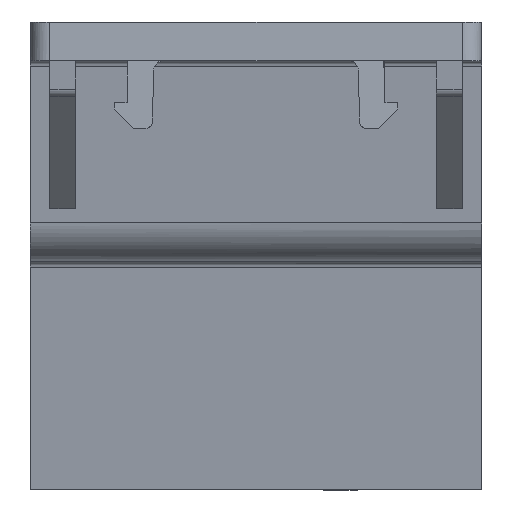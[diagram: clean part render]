
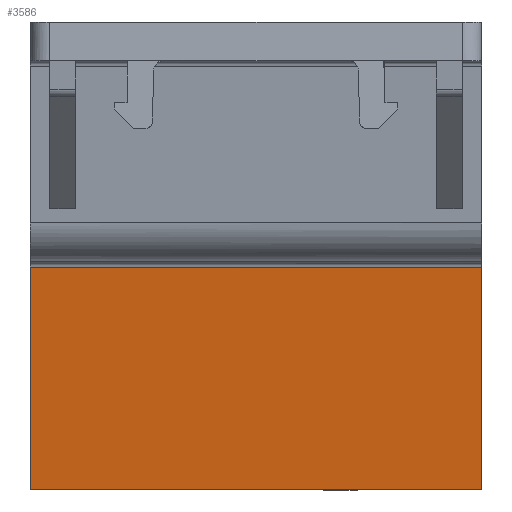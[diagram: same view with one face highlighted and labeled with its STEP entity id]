
A CAD part, left-side view. The second image highlights one B-rep face of the part: STEP entity #3586.
In plain terms, the highlighted planar face has unit normal (-0.99, 0, -0.139).
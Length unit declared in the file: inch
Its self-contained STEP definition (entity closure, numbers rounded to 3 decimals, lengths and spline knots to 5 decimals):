
#295 = ORIENTED_EDGE ( 'NONE', *, *, #5552, .F. ) ;
#449 = CARTESIAN_POINT ( 'NONE',  ( -1.146, 1.02589, -0.38061 ) ) ;
#576 = LINE ( 'NONE', #3595, #4716 ) ;
#724 = DIRECTION ( 'NONE',  ( 0.99, 0., 0.139 ) ) ;
#1557 = ORIENTED_EDGE ( 'NONE', *, *, #2219, .F. ) ;
#1809 = VERTEX_POINT ( 'NONE', #449 ) ;
#1912 = CARTESIAN_POINT ( 'NONE',  ( -1.146, 1.02589, -0.38061 ) ) ;
#2207 = EDGE_CURVE ( 'NONE', #6286, #2320, #4924, .T. ) ;
#2219 = EDGE_CURVE ( 'NONE', #2320, #1809, #4960, .T. ) ;
#2320 = VERTEX_POINT ( 'NONE', #5285 ) ;
#2434 = LINE ( 'NONE', #1912, #5155 ) ;
#2509 = CARTESIAN_POINT ( 'NONE',  ( -1.146, 0.32589, -0.38061 ) ) ;
#3142 = EDGE_CURVE ( 'NONE', #1809, #4031, #2434, .T. ) ;
#3382 = EDGE_LOOP ( 'NONE', ( #3469, #1557, #6475, #295 ) ) ;
#3469 = ORIENTED_EDGE ( 'NONE', *, *, #3142, .F. ) ;
#3476 = CARTESIAN_POINT ( 'NONE',  ( -1.09746, 1.02589, -0.726 ) ) ;
#3586 = ADVANCED_FACE ( 'NONE', ( #5226 ), #5755, .F. ) ;
#3595 = CARTESIAN_POINT ( 'NONE',  ( -1.146, 0.32589, -0.38061 ) ) ;
#3894 = CARTESIAN_POINT ( 'NONE',  ( -1.09746, 1.02589, -0.726 ) ) ;
#4016 = CARTESIAN_POINT ( 'NONE',  ( -1.09746, 1.02589, -0.726 ) ) ;
#4031 = VERTEX_POINT ( 'NONE', #2509 ) ;
#4386 = DIRECTION ( 'NONE',  ( 0.139, 0., -0.99 ) ) ;
#4390 = CARTESIAN_POINT ( 'NONE',  ( -1.09746, 0.32589, -0.726 ) ) ;
#4498 = DIRECTION ( 'NONE',  ( -0.139, 0., 0.99 ) ) ;
#4716 = VECTOR ( 'NONE', #6417, 39.37008 ) ;
#4924 = LINE ( 'NONE', #4016, #4955 ) ;
#4955 = VECTOR ( 'NONE', #5863, 39.37008 ) ;
#4960 = LINE ( 'NONE', #3476, #4975 ) ;
#4964 = DIRECTION ( 'NONE',  ( 0., -1., 0. ) ) ;
#4975 = VECTOR ( 'NONE', #4498, 39.37008 ) ;
#5155 = VECTOR ( 'NONE', #4964, 39.37008 ) ;
#5226 = FACE_OUTER_BOUND ( 'NONE', #3382, .T. ) ;
#5285 = CARTESIAN_POINT ( 'NONE',  ( -1.09746, 1.02589, -0.726 ) ) ;
#5552 = EDGE_CURVE ( 'NONE', #4031, #6286, #576, .T. ) ;
#5755 = PLANE ( 'NONE',  #6284 ) ;
#5863 = DIRECTION ( 'NONE',  ( 0., 1., 0. ) ) ;
#6284 = AXIS2_PLACEMENT_3D ( 'NONE', #3894, #724, #4386 ) ;
#6286 = VERTEX_POINT ( 'NONE', #4390 ) ;
#6417 = DIRECTION ( 'NONE',  ( 0.139, 0., -0.99 ) ) ;
#6475 = ORIENTED_EDGE ( 'NONE', *, *, #2207, .F. ) ;
